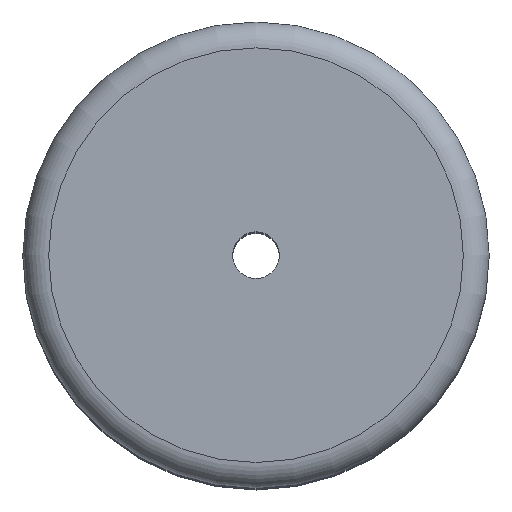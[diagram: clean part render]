
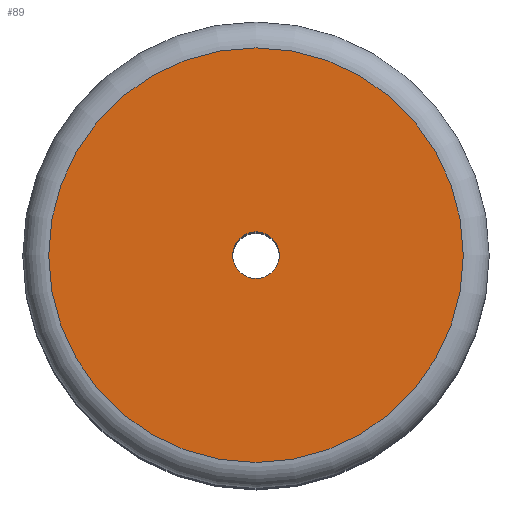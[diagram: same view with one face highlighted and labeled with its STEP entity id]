
A CAD part, top view. The second image highlights one B-rep face of the part: STEP entity #89.
In plain terms, the highlighted planar face has unit normal (0, 0, 1).
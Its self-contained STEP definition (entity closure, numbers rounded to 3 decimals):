
#32=CARTESIAN_POINT('',(-8.,-0.,42.));
#33=VERTEX_POINT('',#32);
#51=CARTESIAN_POINT('',(-0.,-0.,42.));
#52=DIRECTION('',(-0.,-0.,1.));
#53=DIRECTION('',(-1.,0.,0.));
#54=AXIS2_PLACEMENT_3D('',#51,#52,#53);
#55=CIRCLE('',#54,8.);
#56=EDGE_CURVE('',#33,#33,#55,.T.);
#61=CARTESIAN_POINT('',(-0.,-0.,42.));
#62=DIRECTION('',(0.,-0.,1.));
#63=DIRECTION('',(1.,0.,0.));
#64=AXIS2_PLACEMENT_3D('',#61,#62,#63);
#65=PLANE('',#64);
#66=CARTESIAN_POINT('',(0.,0.9,42.));
#67=VERTEX_POINT('',#66);
#68=CARTESIAN_POINT('',(0.,-0.9,42.));
#69=VERTEX_POINT('',#68);
#70=CARTESIAN_POINT('',(0.,-0.,42.));
#71=DIRECTION('',(0.,-0.,1.));
#72=DIRECTION('',(0.,-1.,-0.));
#73=AXIS2_PLACEMENT_3D('',#70,#71,#72);
#74=CIRCLE('',#73,0.9);
#75=EDGE_CURVE('',#67,#69,#74,.T.);
#76=ORIENTED_EDGE('',*,*,#75,.F.);
#77=CARTESIAN_POINT('',(0.,-0.,42.));
#78=DIRECTION('',(0.,-0.,1.));
#79=DIRECTION('',(0.,-1.,-0.));
#80=AXIS2_PLACEMENT_3D('',#77,#78,#79);
#81=CIRCLE('',#80,0.9);
#82=EDGE_CURVE('',#69,#67,#81,.T.);
#83=ORIENTED_EDGE('',*,*,#82,.F.);
#84=EDGE_LOOP('',(#76,#83));
#85=FACE_BOUND('',#84,.T.);
#86=ORIENTED_EDGE('',*,*,#56,.T.);
#87=EDGE_LOOP('',(#86));
#88=FACE_BOUND('',#87,.T.);
#89=ADVANCED_FACE('',(#85,#88),#65,.T.);
